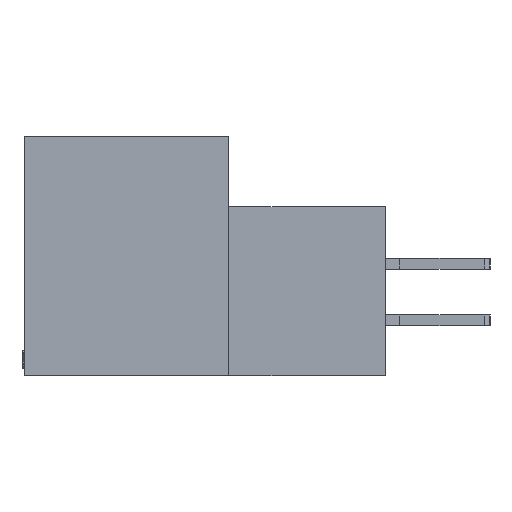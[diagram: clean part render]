
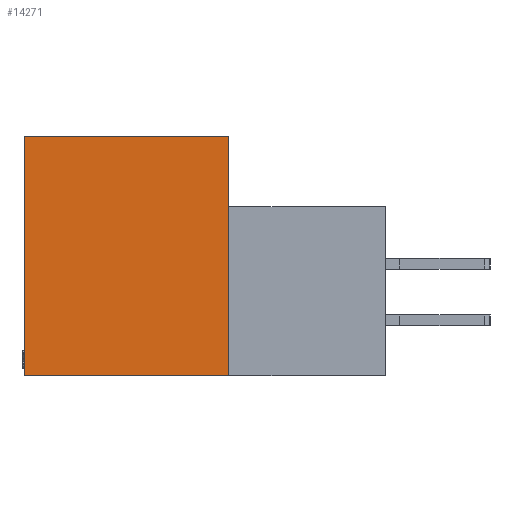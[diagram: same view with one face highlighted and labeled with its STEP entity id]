
A CAD part, left-side view. The second image highlights one B-rep face of the part: STEP entity #14271.
In plain terms, the highlighted planar face has unit normal (-1, 0, 0).
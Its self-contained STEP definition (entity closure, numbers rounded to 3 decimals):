
#96 = ORIENTED_EDGE ( 'NONE', *, *, #23657, .F. ) ;
#148 = DIRECTION ( 'NONE',  ( 1., 0., 0. ) ) ;
#2186 = CARTESIAN_POINT ( 'NONE',  ( 0., 0., 0. ) ) ;
#2374 = VERTEX_POINT ( 'NONE', #4443 ) ;
#2793 = LINE ( 'NONE', #12134, #20306 ) ;
#3689 = DIRECTION ( 'NONE',  ( 0., 1., 0. ) ) ;
#4101 = CARTESIAN_POINT ( 'NONE',  ( 0., 0., -13.487 ) ) ;
#4443 = CARTESIAN_POINT ( 'NONE',  ( 0., 0., 0. ) ) ;
#4761 = DIRECTION ( 'NONE',  ( 0., -1., 0. ) ) ;
#5596 = AXIS2_PLACEMENT_3D ( 'NONE', #2186, #148, #11363 ) ;
#5708 = ORIENTED_EDGE ( 'NONE', *, *, #13152, .F. ) ;
#5986 = VECTOR ( 'NONE', #3689, 1000. ) ;
#6267 = LINE ( 'NONE', #9062, #5986 ) ;
#9062 = CARTESIAN_POINT ( 'NONE',  ( 0., -8.814, -13.487 ) ) ;
#9246 = LINE ( 'NONE', #15915, #14434 ) ;
#9444 = EDGE_CURVE ( 'NONE', #20972, #2374, #14226, .T. ) ;
#9524 = ORIENTED_EDGE ( 'NONE', *, *, #14826, .F. ) ;
#9729 = FACE_OUTER_BOUND ( 'NONE', #23102, .T. ) ;
#10139 = CARTESIAN_POINT ( 'NONE',  ( 0., 11.506, 0. ) ) ;
#11363 = DIRECTION ( 'NONE',  ( 0., 0., -1. ) ) ;
#12134 = CARTESIAN_POINT ( 'NONE',  ( 0., 11.506, -13.487 ) ) ;
#13152 = EDGE_CURVE ( 'NONE', #2374, #19123, #9246, .T. ) ;
#14226 = LINE ( 'NONE', #10139, #15958 ) ;
#14271 = ADVANCED_FACE ( 'NONE', ( #9729 ), #20330, .F. ) ;
#14434 = VECTOR ( 'NONE', #17762, 1000. ) ;
#14713 = VERTEX_POINT ( 'NONE', #23611 ) ;
#14826 = EDGE_CURVE ( 'NONE', #19123, #14713, #6267, .T. ) ;
#15863 = DIRECTION ( 'NONE',  ( 0., 0., 1. ) ) ;
#15915 = CARTESIAN_POINT ( 'NONE',  ( 0., 0., 0. ) ) ;
#15958 = VECTOR ( 'NONE', #4761, 1000. ) ;
#17762 = DIRECTION ( 'NONE',  ( 0., 0., -1. ) ) ;
#19123 = VERTEX_POINT ( 'NONE', #4101 ) ;
#20306 = VECTOR ( 'NONE', #15863, 1000. ) ;
#20330 = PLANE ( 'NONE',  #5596 ) ;
#20972 = VERTEX_POINT ( 'NONE', #21945 ) ;
#21894 = ORIENTED_EDGE ( 'NONE', *, *, #9444, .F. ) ;
#21945 = CARTESIAN_POINT ( 'NONE',  ( 0., 11.506, 0. ) ) ;
#23102 = EDGE_LOOP ( 'NONE', ( #9524, #5708, #21894, #96 ) ) ;
#23611 = CARTESIAN_POINT ( 'NONE',  ( 0., 11.506, -13.487 ) ) ;
#23657 = EDGE_CURVE ( 'NONE', #14713, #20972, #2793, .T. ) ;
